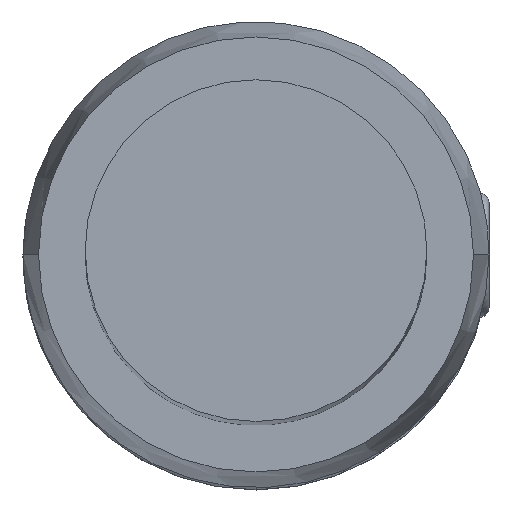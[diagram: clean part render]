
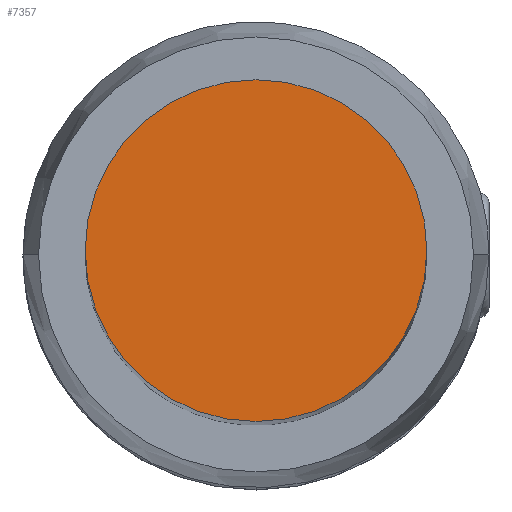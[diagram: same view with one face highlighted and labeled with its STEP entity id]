
A CAD part, top view. The second image highlights one B-rep face of the part: STEP entity #7357.
In plain terms, the highlighted planar face has unit normal (0, 0, 1).
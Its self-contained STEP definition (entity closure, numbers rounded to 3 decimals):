
#7139=AXIS2_PLACEMENT_3D('Circle Axis2P3D',#7137,#7138,$) ;
#7146=AXIS2_PLACEMENT_3D('Circle Axis2P3D',#7144,#7145,$) ;
#7171=AXIS2_PLACEMENT_3D('Circle Axis2P3D',#7169,#7170,$) ;
#7178=AXIS2_PLACEMENT_3D('Circle Axis2P3D',#7176,#7177,$) ;
#7349=AXIS2_PLACEMENT_3D('Plane Axis2P3D',#7346,#7347,#7348) ;
#7134=CARTESIAN_POINT('Vertex',(2.,7.5,122.)) ;
#7137=CARTESIAN_POINT('Axis2P3D Location',(7.5,7.5,122.)) ;
#7141=CARTESIAN_POINT('Vertex',(7.5,13.,122.)) ;
#7144=CARTESIAN_POINT('Axis2P3D Location',(7.5,7.5,122.)) ;
#7148=CARTESIAN_POINT('Vertex',(13.,7.5,122.)) ;
#7169=CARTESIAN_POINT('Axis2P3D Location',(7.5,7.5,122.)) ;
#7173=CARTESIAN_POINT('Vertex',(7.5,2.,122.)) ;
#7176=CARTESIAN_POINT('Axis2P3D Location',(7.5,7.5,122.)) ;
#7346=CARTESIAN_POINT('Axis2P3D Location',(7.5,7.5,122.)) ;
#7138=DIRECTION('Axis2P3D Direction',(0.,0.,-1.)) ;
#7145=DIRECTION('Axis2P3D Direction',(0.,0.,-1.)) ;
#7170=DIRECTION('Axis2P3D Direction',(0.,0.,-1.)) ;
#7177=DIRECTION('Axis2P3D Direction',(0.,0.,-1.)) ;
#7347=DIRECTION('Axis2P3D Direction',(0.,0.,1.)) ;
#7348=DIRECTION('Axis2P3D XDirection',(-1.,0.,0.)) ;
#7352=ORIENTED_EDGE('',*,*,#7175,.T.) ;
#7353=ORIENTED_EDGE('',*,*,#7150,.T.) ;
#7354=ORIENTED_EDGE('',*,*,#7143,.T.) ;
#7355=ORIENTED_EDGE('',*,*,#7180,.T.) ;
#7357=ADVANCED_FACE('Hauptkoerper',(#7356),#7350,.T.) ;
#7140=CIRCLE('generated circle',#7139,5.5) ;
#7147=CIRCLE('generated circle',#7146,5.5) ;
#7172=CIRCLE('generated circle',#7171,5.5) ;
#7179=CIRCLE('generated circle',#7178,5.5) ;
#7143=EDGE_CURVE('',#7142,#7135,#7140,.F.) ;
#7150=EDGE_CURVE('',#7149,#7142,#7147,.F.) ;
#7175=EDGE_CURVE('',#7174,#7149,#7172,.F.) ;
#7180=EDGE_CURVE('',#7135,#7174,#7179,.F.) ;
#7351=EDGE_LOOP('',(#7352,#7353,#7354,#7355)) ;
#7356=FACE_OUTER_BOUND('',#7351,.T.) ;
#7350=PLANE('',#7349) ;
#7135=VERTEX_POINT('',#7134) ;
#7142=VERTEX_POINT('',#7141) ;
#7149=VERTEX_POINT('',#7148) ;
#7174=VERTEX_POINT('',#7173) ;
